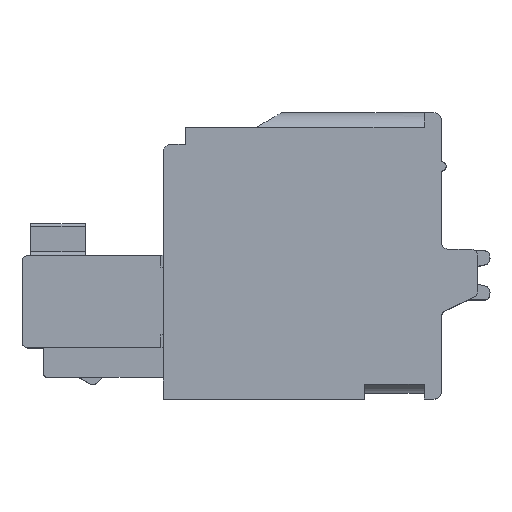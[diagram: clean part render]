
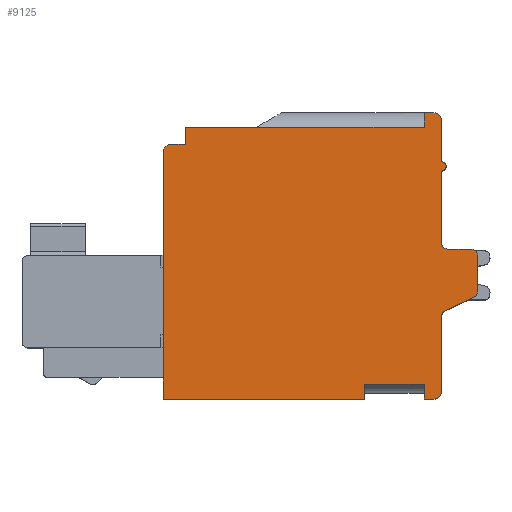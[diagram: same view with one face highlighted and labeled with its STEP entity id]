
A CAD part, top view. The second image highlights one B-rep face of the part: STEP entity #9125.
In plain terms, the highlighted planar face has unit normal (0, 0, 1).
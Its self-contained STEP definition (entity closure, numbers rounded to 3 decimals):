
#162=CARTESIAN_POINT('',(0.7,9.55,-12.5));
#163=DIRECTION('',(0.,0.,1.));
#164=DIRECTION('',(0.,-1.,0.));
#165=AXIS2_PLACEMENT_3D('',#162,#163,#164);
#204=DIRECTION('',(0.,1.,0.));
#205=VECTOR('',#204,2.9);
#206=CARTESIAN_POINT('',(0.7,6.45,-12.5));
#207=LINE('',#206,#205);
#294=DIRECTION('',(0.,1.,0.));
#295=VECTOR('',#294,3.059);
#296=CARTESIAN_POINT('',(0.7,0.3,-12.5));
#297=LINE('',#296,#295);
#733=DIRECTION('',(0.,-1.,0.));
#734=VECTOR('',#733,0.6);
#735=CARTESIAN_POINT('',(0.,0.6,-12.5));
#736=LINE('',#735,#734);
#1916=DIRECTION('',(0.,-1.,0.));
#1917=VECTOR('',#1916,0.7);
#1918=CARTESIAN_POINT('',(-9.8,11.15,-12.5));
#1919=LINE('',#1918,#1917);
#1968=DIRECTION('',(-1.,0.,0.));
#1969=VECTOR('',#1968,9.8);
#1970=CARTESIAN_POINT('',(0.,11.15,-12.5));
#1971=LINE('',#1970,#1969);
#2174=DIRECTION('',(0.,1.,0.));
#2175=VECTOR('',#2174,10.15);
#2176=CARTESIAN_POINT('',(-10.7,0.,-12.5));
#2177=LINE('',#2176,#2175);
#2178=CARTESIAN_POINT('',(-10.4,10.15,-12.5));
#2179=DIRECTION('',(0.,0.,-1.));
#2180=DIRECTION('',(-1.,0.,0.));
#2181=AXIS2_PLACEMENT_3D('',#2178,#2179,#2180);
#2183=DIRECTION('',(1.,0.,0.));
#2184=VECTOR('',#2183,0.6);
#2185=CARTESIAN_POINT('',(-10.4,10.45,-12.5));
#2186=LINE('',#2185,#2184);
#2187=DIRECTION('',(1.,0.,0.));
#2188=VECTOR('',#2187,0.4);
#2189=CARTESIAN_POINT('',(0.,11.75,-12.5));
#2190=LINE('',#2189,#2188);
#2191=CARTESIAN_POINT('',(0.4,11.45,-12.5));
#2192=DIRECTION('',(0.,0.,-1.));
#2193=DIRECTION('',(0.,1.,0.));
#2194=AXIS2_PLACEMENT_3D('',#2191,#2192,#2193);
#2196=DIRECTION('',(0.,-1.,0.));
#2197=VECTOR('',#2196,1.7);
#2198=CARTESIAN_POINT('',(0.7,11.45,-12.5));
#2199=LINE('',#2198,#2197);
#2200=CARTESIAN_POINT('',(1.,6.45,-12.5));
#2201=DIRECTION('',(0.,0.,1.));
#2202=DIRECTION('',(-1.,0.,0.));
#2203=AXIS2_PLACEMENT_3D('',#2200,#2201,#2202);
#2205=DIRECTION('',(1.,0.,0.));
#2206=VECTOR('',#2205,0.9);
#2207=CARTESIAN_POINT('',(1.,6.15,-12.5));
#2208=LINE('',#2207,#2206);
#2209=CARTESIAN_POINT('',(1.9,5.85,-12.5));
#2210=DIRECTION('',(0.,0.,-1.));
#2211=DIRECTION('',(0.,1.,0.));
#2212=AXIS2_PLACEMENT_3D('',#2209,#2210,#2211);
#2214=DIRECTION('',(0.,-1.,0.));
#2215=VECTOR('',#2214,1.409);
#2216=CARTESIAN_POINT('',(2.2,5.85,-12.5));
#2217=LINE('',#2216,#2215);
#2218=CARTESIAN_POINT('',(1.9,4.441,-12.5));
#2219=DIRECTION('',(0.,0.,-1.));
#2220=DIRECTION('',(1.,0.,0.));
#2221=AXIS2_PLACEMENT_3D('',#2218,#2219,#2220);
#2223=DIRECTION('',(-0.906,-0.423,0.));
#2224=VECTOR('',#2223,1.273);
#2225=CARTESIAN_POINT('',(2.027,4.169,-12.5));
#2226=LINE('',#2225,#2224);
#2227=CARTESIAN_POINT('',(1.,3.359,-12.5));
#2228=DIRECTION('',(0.,0.,1.));
#2229=DIRECTION('',(-0.423,0.906,0.));
#2230=AXIS2_PLACEMENT_3D('',#2227,#2228,#2229);
#2232=CARTESIAN_POINT('',(0.4,0.3,-12.5));
#2233=DIRECTION('',(0.,0.,-1.));
#2234=DIRECTION('',(1.,0.,0.));
#2235=AXIS2_PLACEMENT_3D('',#2232,#2233,#2234);
#2237=DIRECTION('',(-1.,0.,0.));
#2238=VECTOR('',#2237,0.4);
#2239=CARTESIAN_POINT('',(0.4,0.,-12.5));
#2240=LINE('',#2239,#2238);
#2241=DIRECTION('',(0.,-1.,0.));
#2242=VECTOR('',#2241,0.6);
#2243=CARTESIAN_POINT('',(-2.45,0.6,-12.5));
#2244=LINE('',#2243,#2242);
#2245=DIRECTION('',(-1.,0.,0.));
#2246=VECTOR('',#2245,8.25);
#2247=CARTESIAN_POINT('',(-2.45,0.,-12.5));
#2248=LINE('',#2247,#2246);
#2480=DIRECTION('',(0.,-1.,0.));
#2481=VECTOR('',#2480,0.6);
#2482=CARTESIAN_POINT('',(0.,11.75,-12.5));
#2483=LINE('',#2482,#2481);
#2818=DIRECTION('',(1.,0.,0.));
#2819=VECTOR('',#2818,2.45);
#2820=CARTESIAN_POINT('',(-2.45,0.6,-12.5));
#2821=LINE('',#2820,#2819);
#5614=CARTESIAN_POINT('',(-2.45,0.,-12.5));
#5615=CARTESIAN_POINT('',(-10.7,0.,-12.5));
#5616=VERTEX_POINT('',#5614);
#5617=VERTEX_POINT('',#5615);
#5670=CARTESIAN_POINT('',(-10.7,10.15,-12.5));
#5671=VERTEX_POINT('',#5670);
#5812=CARTESIAN_POINT('',(-9.8,11.15,-12.5));
#5813=CARTESIAN_POINT('',(-9.8,10.45,-12.5));
#5814=VERTEX_POINT('',#5812);
#5815=VERTEX_POINT('',#5813);
#5832=CARTESIAN_POINT('',(0.,11.15,-12.5));
#5833=VERTEX_POINT('',#5832);
#5852=CARTESIAN_POINT('',(0.,11.75,-12.5));
#5853=CARTESIAN_POINT('',(0.4,11.75,-12.5));
#5854=VERTEX_POINT('',#5852);
#5855=VERTEX_POINT('',#5853);
#5856=CARTESIAN_POINT('',(0.7,11.45,-12.5));
#5857=VERTEX_POINT('',#5856);
#5866=CARTESIAN_POINT('',(0.7,9.75,-12.5));
#5867=VERTEX_POINT('',#5866);
#5876=CARTESIAN_POINT('',(0.7,6.45,-12.5));
#5877=VERTEX_POINT('',#5876);
#5878=CARTESIAN_POINT('',(0.7,9.35,-12.5));
#5879=VERTEX_POINT('',#5878);
#5894=CARTESIAN_POINT('',(0.7,0.3,-12.5));
#5895=CARTESIAN_POINT('',(0.7,3.359,-12.5));
#5896=VERTEX_POINT('',#5894);
#5897=VERTEX_POINT('',#5895);
#5932=CARTESIAN_POINT('',(0.4,0.,-12.5));
#5933=VERTEX_POINT('',#5932);
#5934=CARTESIAN_POINT('',(0.,0.,-12.5));
#5935=VERTEX_POINT('',#5934);
#5937=CARTESIAN_POINT('',(0.,0.6,-12.5));
#5939=VERTEX_POINT('',#5937);
#5944=CARTESIAN_POINT('',(-2.45,0.6,-12.5));
#5945=VERTEX_POINT('',#5944);
#5948=CARTESIAN_POINT('',(-10.4,10.45,-12.5));
#5949=VERTEX_POINT('',#5948);
#5950=CARTESIAN_POINT('',(1.,6.15,-12.5));
#5951=VERTEX_POINT('',#5950);
#5952=CARTESIAN_POINT('',(1.9,6.15,-12.5));
#5953=VERTEX_POINT('',#5952);
#5954=CARTESIAN_POINT('',(2.2,5.85,-12.5));
#5955=VERTEX_POINT('',#5954);
#5956=CARTESIAN_POINT('',(2.2,4.441,-12.5));
#5957=VERTEX_POINT('',#5956);
#5958=CARTESIAN_POINT('',(2.027,4.169,-12.5));
#5959=VERTEX_POINT('',#5958);
#5960=CARTESIAN_POINT('',(0.873,3.631,-12.5));
#5961=VERTEX_POINT('',#5960);
#9082=CARTESIAN_POINT('',(-1.384,8.507,-12.5));
#9083=DIRECTION('',(0.,0.,1.));
#9084=DIRECTION('',(1.,0.,0.));
#9085=AXIS2_PLACEMENT_3D('',#9082,#9083,#9084);
#9086=PLANE('',#9085);
#9087=ORIENTED_EDGE('',*,*,#7550,.T.);
#9089=ORIENTED_EDGE('',*,*,#9088,.T.);
#9091=ORIENTED_EDGE('',*,*,#9090,.T.);
#9092=ORIENTED_EDGE('',*,*,#8723,.F.);
#9093=ORIENTED_EDGE('',*,*,#8774,.F.);
#9095=ORIENTED_EDGE('',*,*,#9094,.F.);
#9096=ORIENTED_EDGE('',*,*,#9054,.T.);
#9097=ORIENTED_EDGE('',*,*,#9074,.T.);
#9098=ORIENTED_EDGE('',*,*,#6322,.T.);
#9099=ORIENTED_EDGE('',*,*,#6352,.F.);
#9100=ORIENTED_EDGE('',*,*,#6383,.F.);
#9102=ORIENTED_EDGE('',*,*,#9101,.T.);
#9104=ORIENTED_EDGE('',*,*,#9103,.T.);
#9106=ORIENTED_EDGE('',*,*,#9105,.T.);
#9108=ORIENTED_EDGE('',*,*,#9107,.T.);
#9110=ORIENTED_EDGE('',*,*,#9109,.T.);
#9112=ORIENTED_EDGE('',*,*,#9111,.T.);
#9114=ORIENTED_EDGE('',*,*,#9113,.T.);
#9115=ORIENTED_EDGE('',*,*,#6519,.F.);
#9116=ORIENTED_EDGE('',*,*,#6978,.T.);
#9117=ORIENTED_EDGE('',*,*,#6993,.T.);
#9118=ORIENTED_EDGE('',*,*,#7012,.F.);
#9120=ORIENTED_EDGE('',*,*,#9119,.F.);
#9121=ORIENTED_EDGE('',*,*,#7050,.T.);
#9122=ORIENTED_EDGE('',*,*,#7077,.T.);
#9123=EDGE_LOOP('',(#9087,#9089,#9091,#9092,#9093,#9095,#9096,#9097,#9098,#9099,
#9100,#9102,#9104,#9106,#9108,#9110,#9112,#9114,#9115,#9116,#9117,#9118,#9120,
#9121,#9122));
#9124=FACE_OUTER_BOUND('',#9123,.F.);
#166=CIRCLE('',#165,0.2);
#2182=CIRCLE('',#2181,0.3);
#2195=CIRCLE('',#2194,0.3);
#2204=CIRCLE('',#2203,0.3);
#2213=CIRCLE('',#2212,0.3);
#2222=CIRCLE('',#2221,0.3);
#2231=CIRCLE('',#2230,0.3);
#2236=CIRCLE('',#2235,0.3);
#6322=EDGE_CURVE('',#5857,#5867,#2199,.T.);
#6352=EDGE_CURVE('',#5879,#5867,#166,.T.);
#6383=EDGE_CURVE('',#5877,#5879,#207,.T.);
#6519=EDGE_CURVE('',#5896,#5897,#297,.T.);
#6978=EDGE_CURVE('',#5896,#5933,#2236,.T.);
#6993=EDGE_CURVE('',#5933,#5935,#2240,.T.);
#7012=EDGE_CURVE('',#5939,#5935,#736,.T.);
#7050=EDGE_CURVE('',#5945,#5616,#2244,.T.);
#7077=EDGE_CURVE('',#5616,#5617,#2248,.T.);
#7550=EDGE_CURVE('',#5617,#5671,#2177,.T.);
#8723=EDGE_CURVE('',#5814,#5815,#1919,.T.);
#8774=EDGE_CURVE('',#5833,#5814,#1971,.T.);
#9054=EDGE_CURVE('',#5854,#5855,#2190,.T.);
#9074=EDGE_CURVE('',#5855,#5857,#2195,.T.);
#9088=EDGE_CURVE('',#5671,#5949,#2182,.T.);
#9090=EDGE_CURVE('',#5949,#5815,#2186,.T.);
#9094=EDGE_CURVE('',#5854,#5833,#2483,.T.);
#9101=EDGE_CURVE('',#5877,#5951,#2204,.T.);
#9103=EDGE_CURVE('',#5951,#5953,#2208,.T.);
#9105=EDGE_CURVE('',#5953,#5955,#2213,.T.);
#9107=EDGE_CURVE('',#5955,#5957,#2217,.T.);
#9109=EDGE_CURVE('',#5957,#5959,#2222,.T.);
#9111=EDGE_CURVE('',#5959,#5961,#2226,.T.);
#9113=EDGE_CURVE('',#5961,#5897,#2231,.T.);
#9119=EDGE_CURVE('',#5945,#5939,#2821,.T.);
#9125=ADVANCED_FACE('',(#9124),#9086,.T.);
